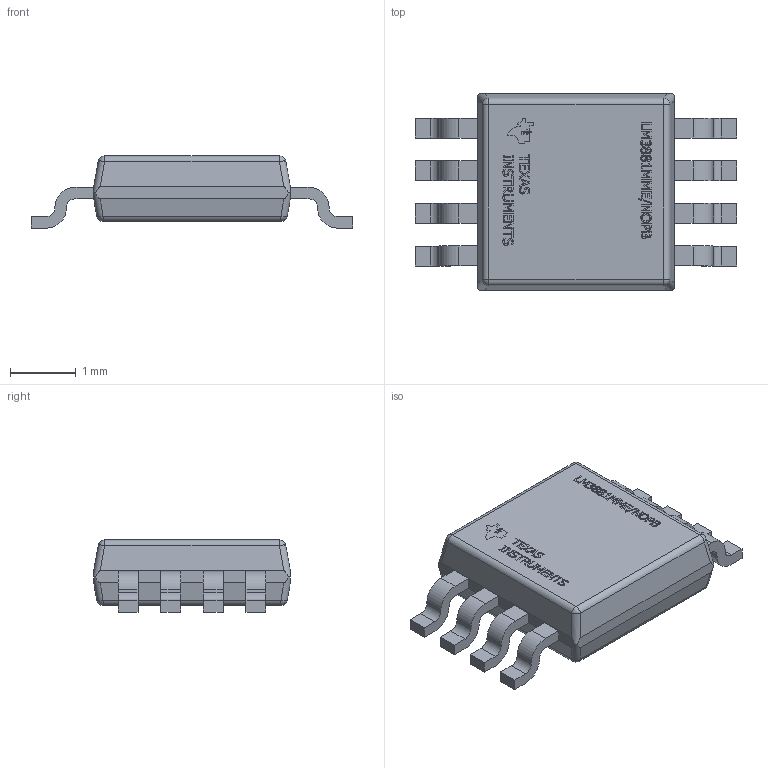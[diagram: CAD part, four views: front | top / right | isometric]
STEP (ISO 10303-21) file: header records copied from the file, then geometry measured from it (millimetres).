
FILE_DESCRIPTION(/* description */ (''),/* implementation_level */ '2;1');
FILE_NAME(/* name */ '1.stp',/* time_stamp */ '2019-03-02T18:21:51+06:00',/* author */ ('karim'),/* organization */ (''),/* preprocessor_version */ 'ST-DEVELOPER v15.6',/* originating_system */ 'Autodesk Inventor 2015',/* authorisation */ '');
FILE_SCHEMA (('AUTOMOTIVE_DESIGN { 1 0 10303 214 3 1 1 }'));
Products named in the file (5): BODY_MUA08A; LEAD_MUA08A; Texas Logo; Texas Logo1; DGK0008A
Bounding box: 4.9 x 3 x 1.1 mm (x, y, z)
Volume: 9.1 mm3; surface area: 40.6 mm2
Topology: 41 solids, 41 shells, 660 faces, 1710 edges, 1132 vertices
Faces by surface type: plane 443, bspline 159, cylinder 50, sphere 8
Entity records: 18046 total; most frequent: CARTESIAN_POINT 5123, ORIENTED_EDGE 2916, DIRECTION 2034, EDGE_CURVE 1458, LINE 1084, VECTOR 1084, VERTEX_POINT 964, EDGE_LOOP 582
